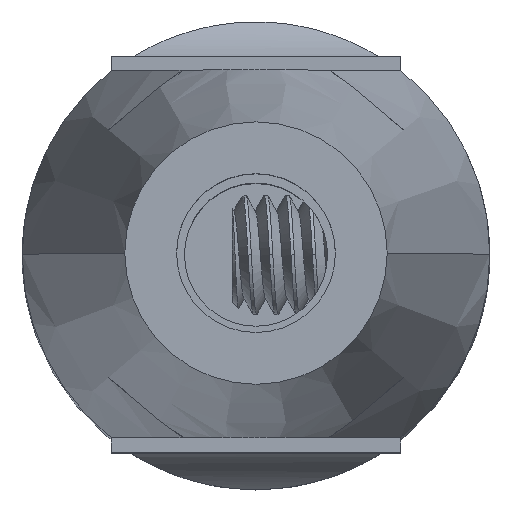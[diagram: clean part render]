
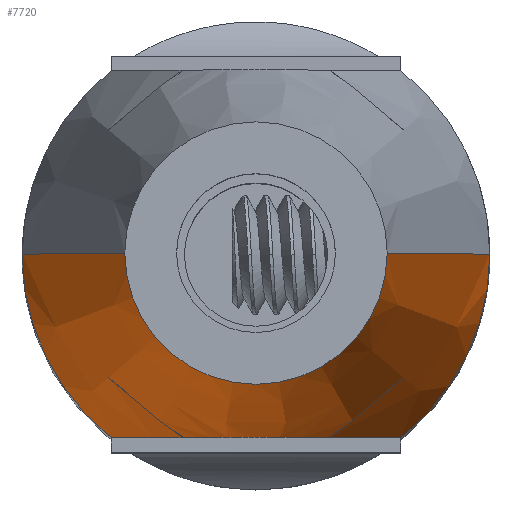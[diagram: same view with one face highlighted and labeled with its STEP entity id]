
A CAD part, top view. The second image highlights one B-rep face of the part: STEP entity #7720.
In plain terms, the highlighted conical face has half-angle 9.391 degrees and reference radius 4.9 mm.
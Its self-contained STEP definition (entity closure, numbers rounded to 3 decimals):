
#5 = DIRECTION ( 'NONE',  ( 0., -0.987, 0.163 ) ) ;
#180 = CARTESIAN_POINT ( 'NONE',  ( 0., 24., -4.9 ) ) ;
#411 = CARTESIAN_POINT ( 'NONE',  ( 0., 37., -2.75 ) ) ;
#520 = CARTESIAN_POINT ( 'NONE',  ( -3.85, 30.351, -0.059 ) ) ;
#886 = VECTOR ( 'NONE', #5, 1000. ) ;
#1075 = CARTESIAN_POINT ( 'NONE',  ( 0., 24., 0. ) ) ;
#1175 = DIRECTION ( 'NONE',  ( 0., 0., -1. ) ) ;
#1993 = CARTESIAN_POINT ( 'NONE',  ( -3.85, 28.041, -1.76 ) ) ;
#2109 = CARTESIAN_POINT ( 'NONE',  ( -3.85, 30.02, -0.656 ) ) ;
#2221 = CARTESIAN_POINT ( 'NONE',  ( -3.85, 29.386, 1.127 ) ) ;
#2542 = CONICAL_SURFACE ( 'NONE', #20189, 4.9, 0.164 ) ;
#2602 = DIRECTION ( 'NONE',  ( 0., -1., 0. ) ) ;
#2626 = EDGE_LOOP ( 'NONE', ( #12677, #10490, #15297, #19112, #10513, #17782 ) ) ;
#2931 = EDGE_CURVE ( 'NONE', #10897, #10910, #4550, .T. ) ;
#3788 = CARTESIAN_POINT ( 'NONE',  ( -3.85, 26.318, 2.366 ) ) ;
#3898 = CARTESIAN_POINT ( 'NONE',  ( -3.85, 30.29, -0.283 ) ) ;
#4012 = CARTESIAN_POINT ( 'NONE',  ( -3.85, 28.873, -1.399 ) ) ;
#4123 = CARTESIAN_POINT ( 'NONE',  ( -3.85, 28.598, -1.525 ) ) ;
#4550 = LINE ( 'NONE', #7822, #17132 ) ;
#5461 = CARTESIAN_POINT ( 'NONE',  ( -3.85, 29.644, 0.974 ) ) ;
#5570 = CARTESIAN_POINT ( 'NONE',  ( -3.85, 30.275, 0.315 ) ) ;
#6297 = CIRCLE ( 'NONE', #8822, 2.75 ) ;
#7157 = CARTESIAN_POINT ( 'NONE',  ( -3.85, 30.106, 0.571 ) ) ;
#7272 = CARTESIAN_POINT ( 'NONE',  ( -3.85, 24.583, 2.875 ) ) ;
#7310 = EDGE_CURVE ( 'NONE', #11268, #15150, #15124, .T. ) ;
#7383 = CARTESIAN_POINT ( 'NONE',  ( -3.85, 25.17, -2.711 ) ) ;
#7492 = CARTESIAN_POINT ( 'NONE',  ( -3.85, 24.586, -2.875 ) ) ;
#7601 = DIRECTION ( 'NONE',  ( 1., 0., 0. ) ) ;
#7712 = DIRECTION ( 'NONE',  ( 0., -1., 0. ) ) ;
#7720 = ADVANCED_FACE ( 'NONE', ( #9690 ), #2542, .T. ) ;
#7774 = AXIS2_PLACEMENT_3D ( 'NONE', #1075, #7712, #7601 ) ;
#7822 = CARTESIAN_POINT ( 'NONE',  ( 0., 24., -4.9 ) ) ;
#8342 = CARTESIAN_POINT ( 'NONE',  ( 0., 24., 4.9 ) ) ;
#8822 = AXIS2_PLACEMENT_3D ( 'NONE', #21803, #16615, #1175 ) ;
#9191 = CARTESIAN_POINT ( 'NONE',  ( -3.85, 30.338, -0.136 ) ) ;
#9690 = FACE_OUTER_BOUND ( 'NONE', #2626, .T. ) ;
#10178 = DIRECTION ( 'NONE',  ( 1., 0., 0. ) ) ;
#10490 = ORIENTED_EDGE ( 'NONE', *, *, #13614, .T. ) ;
#10513 = ORIENTED_EDGE ( 'NONE', *, *, #10840, .F. ) ;
#10662 = CARTESIAN_POINT ( 'NONE',  ( -3.85, 28.025, 1.766 ) ) ;
#10770 = CARTESIAN_POINT ( 'NONE',  ( -3.85, 30.255, -0.352 ) ) ;
#10840 = EDGE_CURVE ( 'NONE', #15150, #14074, #11033, .T. ) ;
#10882 = CARTESIAN_POINT ( 'NONE',  ( -3.85, 26.906, -2.178 ) ) ;
#10897 = VERTEX_POINT ( 'NONE', #411 ) ;
#10910 = VERTEX_POINT ( 'NONE', #180 ) ;
#10995 = CARTESIAN_POINT ( 'NONE',  ( -3.85, 24., -3.031 ) ) ;
#11033 = B_SPLINE_CURVE_WITH_KNOTS ( 'NONE', 3,
 ( #19471, #7272, #19578, #3788, #12575, #19242, #10662, #17542, #15621, #2221, #5461, #14274, #7157, #13938, #5570, #14381, #16076, #520, #9191, #3898, #10770, #19133, #2109, #14050, #19358, #4012, #4123, #1993, #20925, #10882, #12686, #7383, #7492, #10995 ),
 .UNSPECIFIED., .F., .F.,
 ( 4, 2, 2, 2, 2, 2, 2, 2, 2, 2, 2, 2, 2, 2, 2, 2, 4 ),
 ( 0., 0.002, 0.004, 0.005, 0.005, 0.006, 0.007, 0.007, 0.007, 0.007, 0.008, 0.008, 0.009, 0.01, 0.011, 0.013, 0.014 ),
 .UNSPECIFIED. ) ;
#11268 = VERTEX_POINT ( 'NONE', #15053 ) ;
#11547 = DIRECTION ( 'NONE',  ( 0., -1., 0. ) ) ;
#12575 = CARTESIAN_POINT ( 'NONE',  ( -3.85, 26.892, 2.182 ) ) ;
#12677 = ORIENTED_EDGE ( 'NONE', *, *, #18565, .F. ) ;
#12686 = CARTESIAN_POINT ( 'NONE',  ( -3.85, 26.33, -2.362 ) ) ;
#13013 = DIRECTION ( 'NONE',  ( 0., -0.987, -0.163 ) ) ;
#13614 = EDGE_CURVE ( 'NONE', #19417, #10897, #6297, .T. ) ;
#13683 = CARTESIAN_POINT ( 'NONE',  ( 0., 24., 0. ) ) ;
#13788 = CARTESIAN_POINT ( 'NONE',  ( -3.85, 24., 3.031 ) ) ;
#13938 = CARTESIAN_POINT ( 'NONE',  ( -3.85, 30.237, 0.383 ) ) ;
#14039 = AXIS2_PLACEMENT_3D ( 'NONE', #13683, #11547, #10178 ) ;
#14050 = CARTESIAN_POINT ( 'NONE',  ( -3.85, 29.674, -0.954 ) ) ;
#14074 = VERTEX_POINT ( 'NONE', #20481 ) ;
#14274 = CARTESIAN_POINT ( 'NONE',  ( -3.85, 29.997, 0.678 ) ) ;
#14381 = CARTESIAN_POINT ( 'NONE',  ( -3.85, 30.33, 0.171 ) ) ;
#14660 = DIRECTION ( 'NONE',  ( 0., 0., -1. ) ) ;
#15053 = CARTESIAN_POINT ( 'NONE',  ( 0., 24., 4.9 ) ) ;
#15124 = CIRCLE ( 'NONE', #14039, 4.9 ) ;
#15150 = VERTEX_POINT ( 'NONE', #13788 ) ;
#15297 = ORIENTED_EDGE ( 'NONE', *, *, #2931, .T. ) ;
#15341 = LINE ( 'NONE', #8342, #886 ) ;
#15524 = EDGE_CURVE ( 'NONE', #14074, #10910, #17488, .T. ) ;
#15621 = CARTESIAN_POINT ( 'NONE',  ( -3.85, 28.855, 1.408 ) ) ;
#16076 = CARTESIAN_POINT ( 'NONE',  ( -3.85, 30.346, 0.094 ) ) ;
#16615 = DIRECTION ( 'NONE',  ( 0., -1., 0. ) ) ;
#17132 = VECTOR ( 'NONE', #13013, 1000. ) ;
#17488 = CIRCLE ( 'NONE', #7774, 4.9 ) ;
#17542 = CARTESIAN_POINT ( 'NONE',  ( -3.85, 28.581, 1.532 ) ) ;
#17782 = ORIENTED_EDGE ( 'NONE', *, *, #7310, .F. ) ;
#18565 = EDGE_CURVE ( 'NONE', #19417, #11268, #15341, .T. ) ;
#19112 = ORIENTED_EDGE ( 'NONE', *, *, #15524, .F. ) ;
#19133 = CARTESIAN_POINT ( 'NONE',  ( -3.85, 30.13, -0.545 ) ) ;
#19242 = CARTESIAN_POINT ( 'NONE',  ( -3.85, 27.743, 1.874 ) ) ;
#19358 = CARTESIAN_POINT ( 'NONE',  ( -3.85, 29.411, -1.112 ) ) ;
#19417 = VERTEX_POINT ( 'NONE', #22072 ) ;
#19471 = CARTESIAN_POINT ( 'NONE',  ( -3.85, 24., 3.031 ) ) ;
#19578 = CARTESIAN_POINT ( 'NONE',  ( -3.85, 25.164, 2.713 ) ) ;
#20189 = AXIS2_PLACEMENT_3D ( 'NONE', #21875, #2602, #14660 ) ;
#20481 = CARTESIAN_POINT ( 'NONE',  ( -3.85, 24., -3.031 ) ) ;
#20925 = CARTESIAN_POINT ( 'NONE',  ( -3.85, 27.759, -1.868 ) ) ;
#21803 = CARTESIAN_POINT ( 'NONE',  ( 0., 37., 0. ) ) ;
#21875 = CARTESIAN_POINT ( 'NONE',  ( 0., 24., 0. ) ) ;
#22072 = CARTESIAN_POINT ( 'NONE',  ( 0., 37., 2.75 ) ) ;
